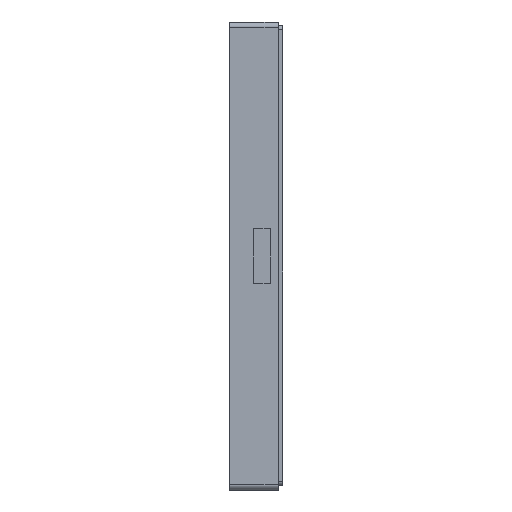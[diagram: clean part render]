
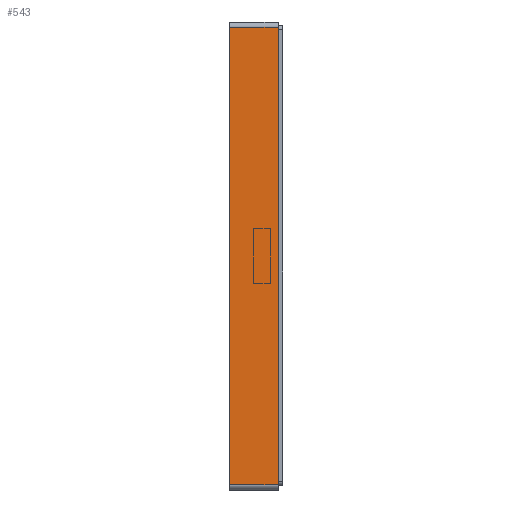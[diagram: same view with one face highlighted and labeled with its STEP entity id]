
A CAD part, left-side view. The second image highlights one B-rep face of the part: STEP entity #543.
In plain terms, the highlighted planar face has unit normal (-1, 0, 0).
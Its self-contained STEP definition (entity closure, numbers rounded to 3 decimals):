
#191 = CARTESIAN_POINT ( 'NONE',  ( -122., -308.504, -90. ) ) ;
#212 = LINE ( 'NONE', #4849, #3115 ) ;
#344 = VERTEX_POINT ( 'NONE', #6548 ) ;
#408 = ORIENTED_EDGE ( 'NONE', *, *, #6370, .F. ) ;
#515 = VERTEX_POINT ( 'NONE', #6974 ) ;
#520 = CARTESIAN_POINT ( 'NONE',  ( -122., 3.6, -90. ) ) ;
#530 = DIRECTION ( 'NONE',  ( 0., 1., 0. ) ) ;
#543 = ADVANCED_FACE ( 'NONE', ( #5608 ), #3629, .T. ) ;
#561 = ORIENTED_EDGE ( 'NONE', *, *, #2448, .F. ) ;
#584 = AXIS2_PLACEMENT_3D ( 'NONE', #191, #1638, #1546 ) ;
#919 = CARTESIAN_POINT ( 'NONE',  ( -122., -308.504, -90. ) ) ;
#1051 = LINE ( 'NONE', #919, #7845 ) ;
#1546 = DIRECTION ( 'NONE',  ( 0., 0., 1. ) ) ;
#1638 = DIRECTION ( 'NONE',  ( -1., 0., 0. ) ) ;
#2448 = EDGE_CURVE ( 'NONE', #2513, #515, #212, .T. ) ;
#2513 = VERTEX_POINT ( 'NONE', #520 ) ;
#3115 = VECTOR ( 'NONE', #5541, 1000. ) ;
#3251 = VECTOR ( 'NONE', #530, 1000. ) ;
#3517 = VERTEX_POINT ( 'NONE', #7314 ) ;
#3629 = PLANE ( 'NONE',  #584 ) ;
#3691 = EDGE_LOOP ( 'NONE', ( #408, #5697, #4987, #561 ) ) ;
#3960 = EDGE_CURVE ( 'NONE', #3517, #515, #8107, .T. ) ;
#4849 = CARTESIAN_POINT ( 'NONE',  ( -122., 3.6, -90. ) ) ;
#4955 = DIRECTION ( 'NONE',  ( 0., 0., 1. ) ) ;
#4987 = ORIENTED_EDGE ( 'NONE', *, *, #3960, .T. ) ;
#5541 = DIRECTION ( 'NONE',  ( 0., 0., 1. ) ) ;
#5608 = FACE_OUTER_BOUND ( 'NONE', #3691, .T. ) ;
#5697 = ORIENTED_EDGE ( 'NONE', *, *, #5995, .T. ) ;
#5911 = CARTESIAN_POINT ( 'NONE',  ( -122., -308.504, 81. ) ) ;
#5995 = EDGE_CURVE ( 'NONE', #344, #3517, #8400, .T. ) ;
#6257 = DIRECTION ( 'NONE',  ( 0., 1., 0. ) ) ;
#6370 = EDGE_CURVE ( 'NONE', #344, #2513, #1051, .T. ) ;
#6548 = CARTESIAN_POINT ( 'NONE',  ( -122., -14.7, -90. ) ) ;
#6695 = VECTOR ( 'NONE', #4955, 1000. ) ;
#6974 = CARTESIAN_POINT ( 'NONE',  ( -122., 3.6, 81. ) ) ;
#7314 = CARTESIAN_POINT ( 'NONE',  ( -122., -14.7, 81. ) ) ;
#7845 = VECTOR ( 'NONE', #6257, 1000. ) ;
#8107 = LINE ( 'NONE', #5911, #3251 ) ;
#8265 = CARTESIAN_POINT ( 'NONE',  ( -122., -14.7, -90. ) ) ;
#8400 = LINE ( 'NONE', #8265, #6695 ) ;
